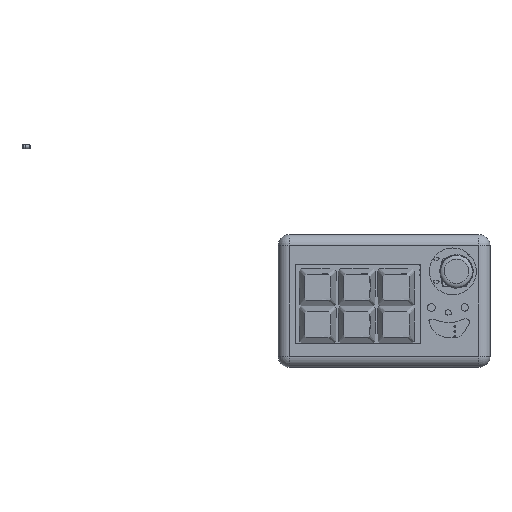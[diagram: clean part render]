
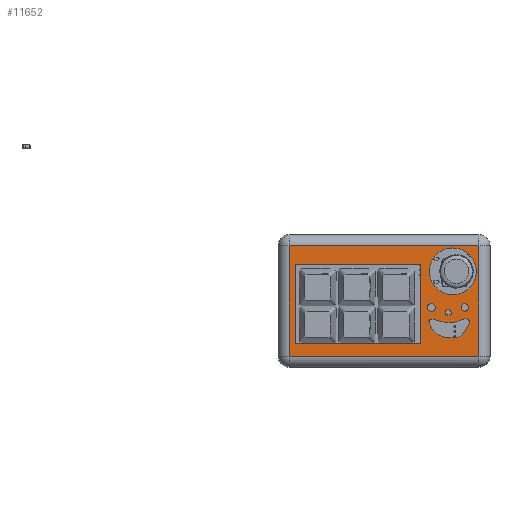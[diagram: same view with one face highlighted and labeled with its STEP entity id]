
A CAD part, top view. The second image highlights one B-rep face of the part: STEP entity #11652.
In plain terms, the highlighted planar face has unit normal (0, 0, 1).
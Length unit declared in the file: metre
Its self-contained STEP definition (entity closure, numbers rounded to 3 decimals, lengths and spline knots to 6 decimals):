
#46=B_SPLINE_CURVE_WITH_KNOTS('',3,(#22291,#22292,#22293,#22294,#22295,
#22296),.UNSPECIFIED.,.T.,.F.,(1,3,1,1,3,1),(-0.353273,0.,0.32064,
0.646727,1.,1.32064),.UNSPECIFIED.);
#47=B_SPLINE_CURVE_WITH_KNOTS('',3,(#22332,#22333,#22334,#22335,#22336,
#22337,#22338,#22339,#22340,#22341,#22342,#22343,#22344,#22345,#22346,#22347,
#22348),.UNSPECIFIED.,.T.,.F.,(1,3,1,1,1,1,1,1,1,1,1,1,1,1,1,3,1),(-0.045737,
0.,0.083439,0.173059,0.274998,0.352521,
0.425754,0.493587,0.549216,0.613218,0.692198,
0.779743,0.842215,0.90763,0.954263,
1.,1.083439),.UNSPECIFIED.);
#868=LINE('',#22140,#2047);
#902=LINE('',#22364,#2081);
#903=LINE('',#22366,#2082);
#905=LINE('',#22370,#2084);
#907=LINE('',#22374,#2086);
#908=LINE('',#22376,#2087);
#909=LINE('',#22378,#2088);
#910=LINE('',#22380,#2089);
#2047=VECTOR('',#15163,1.);
#2081=VECTOR('',#15307,1.);
#2082=VECTOR('',#15310,1.);
#2084=VECTOR('',#15314,1.);
#2086=VECTOR('',#15318,1.);
#2087=VECTOR('',#15321,1.);
#2088=VECTOR('',#15322,1.);
#2089=VECTOR('',#15323,1.);
#4314=ORIENTED_EDGE('',*,*,#6752,.F.);
#4315=ORIENTED_EDGE('',*,*,#6751,.F.);
#4316=ORIENTED_EDGE('',*,*,#6750,.F.);
#4317=ORIENTED_EDGE('',*,*,#6749,.F.);
#4318=ORIENTED_EDGE('',*,*,#6761,.T.);
#4319=ORIENTED_EDGE('',*,*,#6762,.T.);
#4320=ORIENTED_EDGE('',*,*,#6763,.T.);
#4321=ORIENTED_EDGE('',*,*,#6688,.T.);
#4322=ORIENTED_EDGE('',*,*,#6748,.T.);
#4323=ORIENTED_EDGE('',*,*,#6756,.F.);
#4324=ORIENTED_EDGE('',*,*,#6755,.T.);
#4325=ORIENTED_EDGE('',*,*,#6760,.T.);
#4326=ORIENTED_EDGE('',*,*,#6758,.F.);
#6688=EDGE_CURVE('',#8097,#8096,#868,.T.);
#6748=EDGE_CURVE('',#8133,#8133,#46,.T.);
#6749=EDGE_CURVE('',#8134,#8134,#47,.T.);
#6750=EDGE_CURVE('',#8135,#8135,#8879,.T.);
#6751=EDGE_CURVE('',#8136,#8136,#8880,.T.);
#6752=EDGE_CURVE('',#8137,#8137,#8881,.T.);
#6755=EDGE_CURVE('',#8138,#8139,#902,.T.);
#6756=EDGE_CURVE('',#8138,#8140,#903,.T.);
#6758=EDGE_CURVE('',#8140,#8141,#905,.T.);
#6760=EDGE_CURVE('',#8139,#8141,#907,.T.);
#6761=EDGE_CURVE('',#8096,#8142,#908,.T.);
#6762=EDGE_CURVE('',#8142,#8143,#909,.F.);
#6763=EDGE_CURVE('',#8143,#8097,#910,.F.);
#8096=VERTEX_POINT('',#22139);
#8097=VERTEX_POINT('',#22141);
#8133=VERTEX_POINT('',#22297);
#8134=VERTEX_POINT('',#22349);
#8135=VERTEX_POINT('',#22352);
#8136=VERTEX_POINT('',#22355);
#8137=VERTEX_POINT('',#22358);
#8138=VERTEX_POINT('',#22361);
#8139=VERTEX_POINT('',#22363);
#8140=VERTEX_POINT('',#22367);
#8141=VERTEX_POINT('',#22371);
#8142=VERTEX_POINT('',#22377);
#8143=VERTEX_POINT('',#22379);
#8879=CIRCLE('',#13010,0.001922);
#8880=CIRCLE('',#13012,0.011397);
#8881=CIRCLE('',#13014,0.001788);
#9619=EDGE_LOOP('',(#4314));
#9620=EDGE_LOOP('',(#4315));
#9621=EDGE_LOOP('',(#4316));
#9622=EDGE_LOOP('',(#4317));
#9623=EDGE_LOOP('',(#4318,#4319,#4320,#4321));
#9624=EDGE_LOOP('',(#4322));
#9625=EDGE_LOOP('',(#4323,#4324,#4325,#4326));
#10533=FACE_BOUND('',#9619,.T.);
#10534=FACE_BOUND('',#9620,.T.);
#10535=FACE_BOUND('',#9621,.T.);
#10536=FACE_BOUND('',#9622,.T.);
#10537=FACE_BOUND('',#9623,.T.);
#10538=FACE_BOUND('',#9624,.T.);
#10539=FACE_BOUND('',#9625,.T.);
#11097=PLANE('',#13019);
#11652=ADVANCED_FACE('',(#10533,#10534,#10535,#10536,#10537,#10538,#10539),
#11097,.T.);
#13010=AXIS2_PLACEMENT_3D('',#22351,#15293,#15294);
#13012=AXIS2_PLACEMENT_3D('',#22354,#15297,#15298);
#13014=AXIS2_PLACEMENT_3D('',#22357,#15301,#15302);
#13019=AXIS2_PLACEMENT_3D('',#22375,#15319,#15320);
#15163=DIRECTION('',(1.,0.,0.));
#15293=DIRECTION('',(0.,0.,1.));
#15294=DIRECTION('',(1.,0.,0.));
#15297=DIRECTION('',(0.,0.,1.));
#15298=DIRECTION('',(1.,0.,0.));
#15301=DIRECTION('',(0.,0.,1.));
#15302=DIRECTION('',(1.,0.,0.));
#15307=DIRECTION('',(1.,0.,0.));
#15310=DIRECTION('',(0.,-1.,0.));
#15314=DIRECTION('',(1.,0.,0.));
#15318=DIRECTION('',(0.,-1.,0.));
#15319=DIRECTION('',(0.,0.,1.));
#15320=DIRECTION('',(1.,0.,0.));
#15321=DIRECTION('',(0.,1.,0.));
#15322=DIRECTION('',(1.,0.,0.));
#15323=DIRECTION('',(0.,1.,0.));
#22139=CARTESIAN_POINT('',(0.223789,-0.1019,0.008858));
#22140=CARTESIAN_POINT('',(0.202454,-0.1019,0.008858));
#22141=CARTESIAN_POINT('',(0.131688,-0.1019,0.008858));
#22291=CARTESIAN_POINT('',(0.207452,-0.081322,0.008858));
#22292=CARTESIAN_POINT('',(0.207012,-0.080657,0.008858));
#22293=CARTESIAN_POINT('',(0.208737,-0.077997,0.008858));
#22294=CARTESIAN_POINT('',(0.211893,-0.081932,0.008858));
#22295=CARTESIAN_POINT('',(0.207937,-0.082054,0.008858));
#22296=CARTESIAN_POINT('',(0.207452,-0.081322,0.008858));
#22297=CARTESIAN_POINT('',(0.207452,-0.081322,0.008858));
#22332=CARTESIAN_POINT('',(0.199782,-0.08562,0.008858));
#22333=CARTESIAN_POINT('',(0.200175,-0.086738,0.008858));
#22334=CARTESIAN_POINT('',(0.201482,-0.090231,0.008858));
#22335=CARTESIAN_POINT('',(0.206086,-0.09277,0.008858));
#22336=CARTESIAN_POINT('',(0.213108,-0.09337,0.008858));
#22337=CARTESIAN_POINT('',(0.216515,-0.090771,0.008858));
#22338=CARTESIAN_POINT('',(0.217977,-0.087788,0.008858));
#22339=CARTESIAN_POINT('',(0.220031,-0.084735,0.008858));
#22340=CARTESIAN_POINT('',(0.217428,-0.083415,0.008858));
#22341=CARTESIAN_POINT('',(0.214839,-0.084257,0.008858));
#22342=CARTESIAN_POINT('',(0.211183,-0.085863,0.008858));
#22343=CARTESIAN_POINT('',(0.206068,-0.08531,0.008858));
#22344=CARTESIAN_POINT('',(0.203766,-0.084577,0.008858));
#22345=CARTESIAN_POINT('',(0.201111,-0.083627,0.008858));
#22346=CARTESIAN_POINT('',(0.199276,-0.084114,0.008858));
#22347=CARTESIAN_POINT('',(0.199567,-0.085007,0.008858));
#22348=CARTESIAN_POINT('',(0.199782,-0.08562,0.008858));
#22349=CARTESIAN_POINT('',(0.199782,-0.08562,0.008858));
#22351=CARTESIAN_POINT('',(0.200709,-0.078203,0.008858));
#22352=CARTESIAN_POINT('',(0.202631,-0.078203,0.008858));
#22354=CARTESIAN_POINT('',(0.211121,-0.060628,0.008858));
#22355=CARTESIAN_POINT('',(0.222518,-0.060628,0.008858));
#22357=CARTESIAN_POINT('',(0.216892,-0.078119,0.008858));
#22358=CARTESIAN_POINT('',(0.21868,-0.078119,0.008858));
#22361=CARTESIAN_POINT('',(0.13451,-0.057345,0.008858));
#22363=CARTESIAN_POINT('',(0.195252,-0.057345,0.008858));
#22364=CARTESIAN_POINT('',(0.202454,-0.057345,0.008858));
#22366=CARTESIAN_POINT('',(0.13451,-0.090146,0.008858));
#22367=CARTESIAN_POINT('',(0.13451,-0.095833,0.008858));
#22370=CARTESIAN_POINT('',(0.202454,-0.095833,0.008858));
#22371=CARTESIAN_POINT('',(0.195252,-0.095833,0.008858));
#22374=CARTESIAN_POINT('',(0.195252,-0.090146,0.008858));
#22375=CARTESIAN_POINT('',(0.202454,-0.090146,0.008858));
#22376=CARTESIAN_POINT('',(0.223789,-0.090146,0.008858));
#22377=CARTESIAN_POINT('',(0.223789,-0.048121,0.008858));
#22378=CARTESIAN_POINT('',(0.202454,-0.048121,0.008858));
#22379=CARTESIAN_POINT('',(0.131688,-0.048121,0.008858));
#22380=CARTESIAN_POINT('',(0.131688,-0.090146,0.008858));
